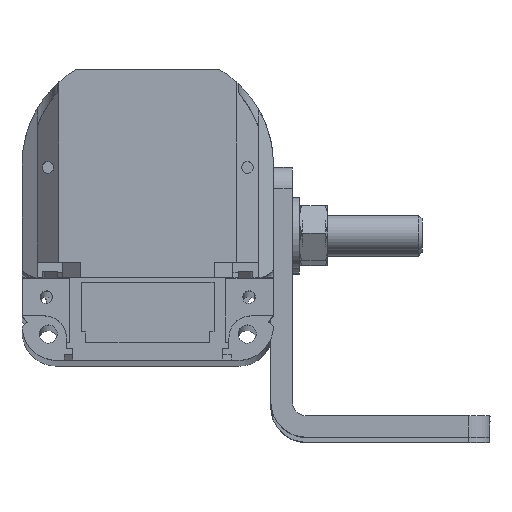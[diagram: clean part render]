
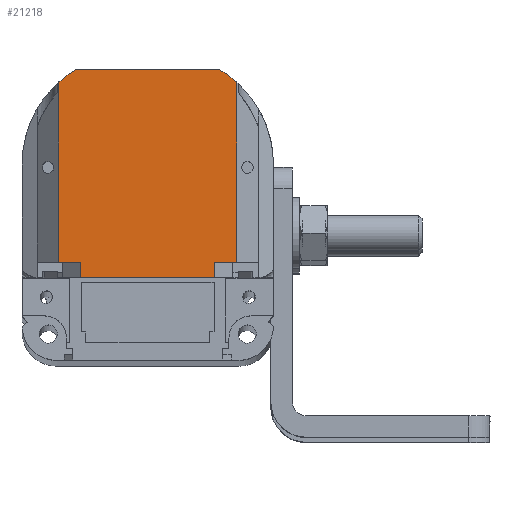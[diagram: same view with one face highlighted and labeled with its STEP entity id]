
A CAD part, top view. The second image highlights one B-rep face of the part: STEP entity #21218.
In plain terms, the highlighted planar face has unit normal (0, 0, 1).
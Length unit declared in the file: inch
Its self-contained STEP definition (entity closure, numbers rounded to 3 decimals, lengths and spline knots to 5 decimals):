
#426 = EDGE_LOOP ( 'NONE', ( #20557, #17057, #8335, #19366, #1508, #17140, #6348, #6693, #448, #17429 ) ) ;
#448 = ORIENTED_EDGE ( 'NONE', *, *, #6011, .F. ) ;
#717 = CARTESIAN_POINT ( 'NONE',  ( 1.95539, 3.58897, 10.27352 ) ) ;
#828 = EDGE_CURVE ( 'NONE', #4907, #4570, #8271, .T. ) ;
#963 = CARTESIAN_POINT ( 'NONE',  ( 2.35232, 2.96197, 10.27352 ) ) ;
#1508 = ORIENTED_EDGE ( 'NONE', *, *, #18780, .F. ) ;
#1735 = LINE ( 'NONE', #963, #13190 ) ;
#1909 = VERTEX_POINT ( 'NONE', #15617 ) ;
#1960 = CARTESIAN_POINT ( 'NONE',  ( 2.35232, 3.04597, 10.27352 ) ) ;
#2583 = LINE ( 'NONE', #717, #15294 ) ;
#2756 = VECTOR ( 'NONE', #8933, 39.37008 ) ;
#3111 = CARTESIAN_POINT ( 'NONE',  ( 2.81465, 2.96197, 10.27352 ) ) ;
#3220 = DIRECTION ( 'NONE',  ( 0., 0., -1. ) ) ;
#3371 = VERTEX_POINT ( 'NONE', #19213 ) ;
#3852 = CARTESIAN_POINT ( 'NONE',  ( 1.95539, 4.03891, 10.27352 ) ) ;
#4329 = VERTEX_POINT ( 'NONE', #11244 ) ;
#4570 = VERTEX_POINT ( 'NONE', #22246 ) ;
#4585 = CARTESIAN_POINT ( 'NONE',  ( 1.95539, 3.04597, 10.27352 ) ) ;
#4907 = VERTEX_POINT ( 'NONE', #18072 ) ;
#5450 = LINE ( 'NONE', #13021, #14658 ) ;
#5514 = EDGE_CURVE ( 'NONE', #4570, #19730, #23560, .T. ) ;
#5721 = CARTESIAN_POINT ( 'NONE',  ( 2.35232, 3.58897, 10.27352 ) ) ;
#5784 = VECTOR ( 'NONE', #6293, 39.37008 ) ;
#6011 = EDGE_CURVE ( 'NONE', #11815, #24204, #2583, .T. ) ;
#6293 = DIRECTION ( 'NONE',  ( 0., -1., 0. ) ) ;
#6348 = ORIENTED_EDGE ( 'NONE', *, *, #24004, .T. ) ;
#6693 = ORIENTED_EDGE ( 'NONE', *, *, #24651, .F. ) ;
#7274 = AXIS2_PLACEMENT_3D ( 'NONE', #5721, #23635, #7722 ) ;
#7722 = DIRECTION ( 'NONE',  ( -1., 0., 0. ) ) ;
#8195 = CARTESIAN_POINT ( 'NONE',  ( 2.35232, 3.58897, 10.27352 ) ) ;
#8271 = LINE ( 'NONE', #1960, #8903 ) ;
#8335 = ORIENTED_EDGE ( 'NONE', *, *, #5514, .F. ) ;
#8863 = CIRCLE ( 'NONE', #21863, 0.6 ) ;
#8903 = VECTOR ( 'NONE', #24082, 39.37008 ) ;
#8933 = DIRECTION ( 'NONE',  ( 0., 1., 0. ) ) ;
#9375 = CARTESIAN_POINT ( 'NONE',  ( 2.05299, 4.10897, 10.27352 ) ) ;
#9665 = PLANE ( 'NONE',  #7274 ) ;
#10130 = CIRCLE ( 'NONE', #12572, 0.6 ) ;
#10661 = CARTESIAN_POINT ( 'NONE',  ( 2.07565, 3.04597, 10.27352 ) ) ;
#11244 = CARTESIAN_POINT ( 'NONE',  ( 2.83732, 4.10897, 10.27352 ) ) ;
#11252 = LINE ( 'NONE', #20331, #19754 ) ;
#11409 = VERTEX_POINT ( 'NONE', #20464 ) ;
#11815 = VERTEX_POINT ( 'NONE', #4585 ) ;
#11838 = VERTEX_POINT ( 'NONE', #10661 ) ;
#12218 = CARTESIAN_POINT ( 'NONE',  ( 2.81465, 3.58897, 10.27352 ) ) ;
#12227 = DIRECTION ( 'NONE',  ( 0., 0., -1. ) ) ;
#12572 = AXIS2_PLACEMENT_3D ( 'NONE', #8195, #12227, #20218 ) ;
#12750 = LINE ( 'NONE', #9375, #23163 ) ;
#13021 = CARTESIAN_POINT ( 'NONE',  ( 2.93491, 3.58897, 10.27352 ) ) ;
#13190 = VECTOR ( 'NONE', #17262, 39.37008 ) ;
#13228 = DIRECTION ( 'NONE',  ( -1., 0., 0. ) ) ;
#14658 = VECTOR ( 'NONE', #14955, 39.37008 ) ;
#14955 = DIRECTION ( 'NONE',  ( 0., -1., 0. ) ) ;
#15294 = VECTOR ( 'NONE', #22531, 39.37008 ) ;
#15617 = CARTESIAN_POINT ( 'NONE',  ( 2.05299, 4.10897, 10.27352 ) ) ;
#15730 = EDGE_CURVE ( 'NONE', #11838, #11815, #11252, .T. ) ;
#16225 = DIRECTION ( 'NONE',  ( -1., 0., 0. ) ) ;
#17057 = ORIENTED_EDGE ( 'NONE', *, *, #23198, .F. ) ;
#17140 = ORIENTED_EDGE ( 'NONE', *, *, #20768, .F. ) ;
#17143 = DIRECTION ( 'NONE',  ( -1., 0., 0. ) ) ;
#17262 = DIRECTION ( 'NONE',  ( -1., 0., 0. ) ) ;
#17429 = ORIENTED_EDGE ( 'NONE', *, *, #15730, .F. ) ;
#18072 = CARTESIAN_POINT ( 'NONE',  ( 2.93491, 3.04597, 10.27352 ) ) ;
#18780 = EDGE_CURVE ( 'NONE', #11409, #4907, #5450, .T. ) ;
#19213 = CARTESIAN_POINT ( 'NONE',  ( 2.07565, 2.96197, 10.27352 ) ) ;
#19366 = ORIENTED_EDGE ( 'NONE', *, *, #828, .F. ) ;
#19730 = VERTEX_POINT ( 'NONE', #3111 ) ;
#19754 = VECTOR ( 'NONE', #16225, 39.37008 ) ;
#20218 = DIRECTION ( 'NONE',  ( -1., 0., 0. ) ) ;
#20331 = CARTESIAN_POINT ( 'NONE',  ( 2.35232, 3.04597, 10.27352 ) ) ;
#20464 = CARTESIAN_POINT ( 'NONE',  ( 2.93491, 4.03891, 10.27352 ) ) ;
#20557 = ORIENTED_EDGE ( 'NONE', *, *, #25100, .F. ) ;
#20768 = EDGE_CURVE ( 'NONE', #4329, #11409, #8863, .T. ) ;
#21218 = ADVANCED_FACE ( 'NONE', ( #24890 ), #9665, .F. ) ;
#21863 = AXIS2_PLACEMENT_3D ( 'NONE', #23240, #3220, #17143 ) ;
#22246 = CARTESIAN_POINT ( 'NONE',  ( 2.81465, 3.04597, 10.27352 ) ) ;
#22531 = DIRECTION ( 'NONE',  ( 0., 1., 0. ) ) ;
#23163 = VECTOR ( 'NONE', #13228, 39.37008 ) ;
#23198 = EDGE_CURVE ( 'NONE', #19730, #3371, #1735, .T. ) ;
#23240 = CARTESIAN_POINT ( 'NONE',  ( 2.53798, 3.58897, 10.27352 ) ) ;
#23354 = CARTESIAN_POINT ( 'NONE',  ( 2.07565, 3.58897, 10.27352 ) ) ;
#23560 = LINE ( 'NONE', #12218, #5784 ) ;
#23635 = DIRECTION ( 'NONE',  ( 0., 0., -1. ) ) ;
#24004 = EDGE_CURVE ( 'NONE', #4329, #1909, #12750, .T. ) ;
#24008 = LINE ( 'NONE', #23354, #2756 ) ;
#24082 = DIRECTION ( 'NONE',  ( -1., 0., 0. ) ) ;
#24204 = VERTEX_POINT ( 'NONE', #3852 ) ;
#24651 = EDGE_CURVE ( 'NONE', #24204, #1909, #10130, .T. ) ;
#24890 = FACE_OUTER_BOUND ( 'NONE', #426, .T. ) ;
#25100 = EDGE_CURVE ( 'NONE', #3371, #11838, #24008, .T. ) ;
